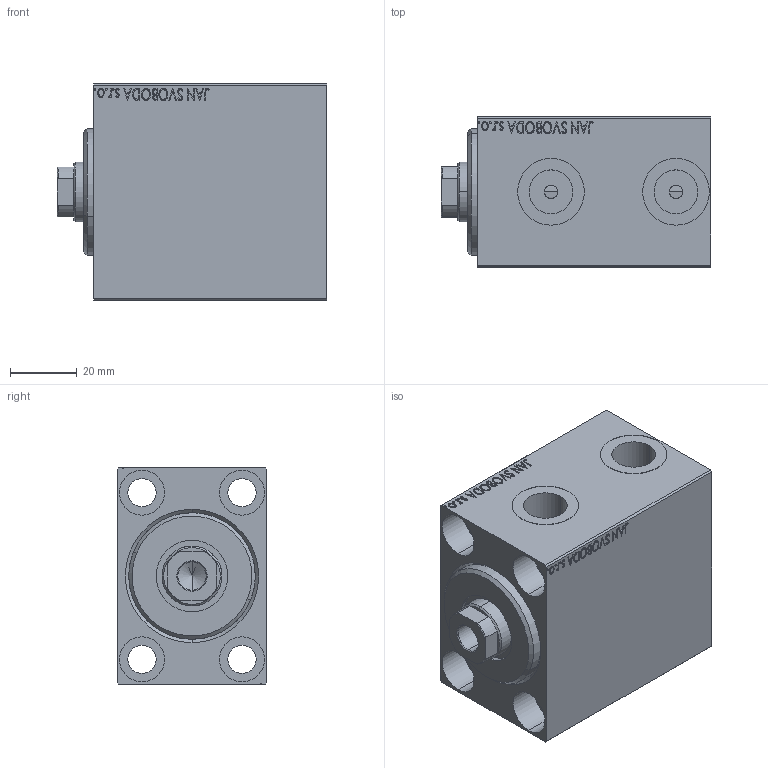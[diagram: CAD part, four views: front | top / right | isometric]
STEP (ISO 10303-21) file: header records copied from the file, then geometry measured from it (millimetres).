
FILE_DESCRIPTION (( 'STEP AP203' ), '1' );
FILE_NAME ('3596.STEP', '2024-06-05T09:06:46', ( '' ), ( '' ), 'SwSTEP 2.0', 'SolidWorks 2019', '' );
FILE_SCHEMA (( 'CONFIG_CONTROL_DESIGN' ));
Length unit declared in the file: millimetre
Products named in the file (4): V450CM_VC_B 44cf72a486c3a293a0bf3a7507f0f5d4; V450CM_C_Body 44cf72a486c3a293a0bf3a7507f0f5d4; 3596; V450CM_C_VCP 44cf72a486c3a293a0bf3a7507f0f5d4
Assembly tree (3 placements, depth 2):
  3596
    V450CM_C_Body 44cf72a486c3a293a0bf3a7507f0f5d4
    V450CM_C_VCP 44cf72a486c3a293a0bf3a7507f0f5d4
    V450CM_VC_B 44cf72a486c3a293a0bf3a7507f0f5d4
Bounding box: 81 x 45 x 65 mm (x, y, z)
Volume: 178044.4 mm3; surface area: 46164.7 mm2
Topology: 3 solids, 3 shells, 862 faces, 2210 edges, 1465 vertices
Faces by surface type: plane 408, bspline 380, cylinder 60, cone 14
Entity records: 44026 total; most frequent: CARTESIAN_POINT 25153, ORIENTED_EDGE 4416, DIRECTION 2544, EDGE_CURVE 2208, VERTEX_POINT 1465, LINE 1304, VECTOR 1304, EDGE_LOOP 989
